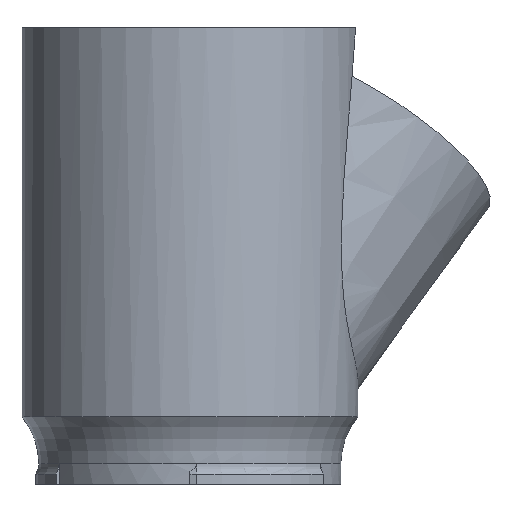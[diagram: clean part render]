
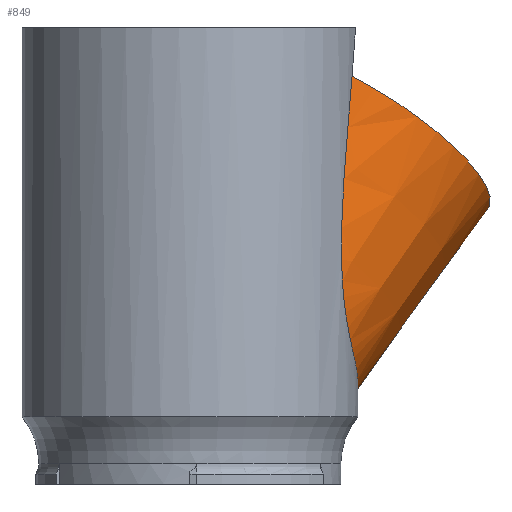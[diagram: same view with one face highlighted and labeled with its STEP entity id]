
A CAD part, front view. The second image highlights one B-rep face of the part: STEP entity #849.
In plain terms, the highlighted conical face has half-angle 4.456 degrees and reference radius 41.966 mm.
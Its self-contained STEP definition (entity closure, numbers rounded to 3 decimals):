
#133=CIRCLE('',#889,45.012);
#176=CONICAL_SURFACE('',#946,41.966,0.078);
#213=FACE_OUTER_BOUND('',#262,.T.);
#262=EDGE_LOOP('',(#699,#700));
#319=B_SPLINE_CURVE_WITH_KNOTS('',3,(#1880,#1881,#1882,#1883,#1884,#1885,
#1886,#1887,#1888,#1889,#1890,#1891,#1892,#1893,#1894,#1895,#1896,#1897,
#1898,#1899,#1900,#1901,#1902,#1903,#1904,#1905,#1906,#1907,#1908,#1909,
#1910,#1911,#1912,#1913,#1914,#1915,#1916,#1917,#1918,#1919,#1920,#1921,
#1922,#1923,#1924,#1925,#1926,#1927,#1928,#1929),.UNSPECIFIED.,.F.,.F.,
(4,2,2,2,2,2,2,2,2,2,2,2,2,2,2,2,2,2,2,2,2,2,2,2,4),(2.282,3.572,
5.359,7.145,8.177,9.208,9.724,
10.24,11.272,12.075,12.879,13.682,
14.486,15.289,16.093,16.896,17.7,
18.732,19.247,19.763,20.795,21.827,
23.613,25.399,26.69),.UNSPECIFIED.);
#341=VERTEX_POINT('',#1416);
#342=VERTEX_POINT('',#1418);
#428=EDGE_CURVE('',#341,#342,#133,.T.);
#514=EDGE_CURVE('',#342,#341,#319,.T.);
#699=ORIENTED_EDGE('',*,*,#514,.F.);
#700=ORIENTED_EDGE('',*,*,#428,.F.);
#849=ADVANCED_FACE('',(#213),#176,.T.);
#889=AXIS2_PLACEMENT_3D('',#1419,#1004,#1005);
#946=AXIS2_PLACEMENT_3D('',#1879,#1153,#1154);
#1004=DIRECTION('center_axis',(0.497,0.287,0.819));
#1005=DIRECTION('ref_axis',(-0.5,0.866,0.));
#1153=DIRECTION('center_axis',(0.497,0.287,0.819));
#1154=DIRECTION('ref_axis',(0.709,0.41,-0.574));
#1416=CARTESIAN_POINT('',(48.309,-12.894,121.455));
#1418=CARTESIAN_POINT('',(12.987,48.284,121.455));
#1419=CARTESIAN_POINT('Origin',(50.442,29.123,105.451));
#1879=CARTESIAN_POINT('Origin',(31.025,17.912,73.432));
#1880=CARTESIAN_POINT('Ctrl Pts',(12.987,48.284,121.455));
#1881=CARTESIAN_POINT('Ctrl Pts',(11.668,48.639,117.024));
#1882=CARTESIAN_POINT('Ctrl Pts',(10.431,48.913,112.512));
#1883=CARTESIAN_POINT('Ctrl Pts',(7.768,49.418,101.691));
#1884=CARTESIAN_POINT('Ctrl Pts',(6.447,49.592,95.361));
#1885=CARTESIAN_POINT('Ctrl Pts',(4.53,49.804,82.875));
#1886=CARTESIAN_POINT('Ctrl Pts',(3.928,49.845,76.718));
#1887=CARTESIAN_POINT('Ctrl Pts',(3.928,49.845,67.325));
#1888=CARTESIAN_POINT('Ctrl Pts',(4.134,49.832,63.72));
#1889=CARTESIAN_POINT('Ctrl Pts',(5.252,49.727,56.592));
#1890=CARTESIAN_POINT('Ctrl Pts',(6.173,49.637,53.07));
#1891=CARTESIAN_POINT('Ctrl Pts',(8.216,49.325,48.145));
#1892=CARTESIAN_POINT('Ctrl Pts',(9.008,49.19,46.558));
#1893=CARTESIAN_POINT('Ctrl Pts',(10.8,48.828,43.536));
#1894=CARTESIAN_POINT('Ctrl Pts',(11.8,48.601,42.102));
#1895=CARTESIAN_POINT('Ctrl Pts',(15.052,47.733,38.071));
#1896=CARTESIAN_POINT('Ctrl Pts',(17.56,46.901,35.748));
#1897=CARTESIAN_POINT('Ctrl Pts',(22.181,44.865,32.295));
#1898=CARTESIAN_POINT('Ctrl Pts',(24.336,43.752,30.955));
#1899=CARTESIAN_POINT('Ctrl Pts',(28.655,41.053,28.673));
#1900=CARTESIAN_POINT('Ctrl Pts',(30.818,39.468,27.73));
#1901=CARTESIAN_POINT('Ctrl Pts',(34.924,35.885,26.242));
#1902=CARTESIAN_POINT('Ctrl Pts',(36.872,33.884,25.696));
#1903=CARTESIAN_POINT('Ctrl Pts',(40.391,29.601,24.983));
#1904=CARTESIAN_POINT('Ctrl Pts',(41.962,27.319,24.816));
#1905=CARTESIAN_POINT('Ctrl Pts',(44.64,22.681,24.816));
#1906=CARTESIAN_POINT('Ctrl Pts',(45.831,20.179,24.983));
#1907=CARTESIAN_POINT('Ctrl Pts',(47.78,14.99,25.696));
#1908=CARTESIAN_POINT('Ctrl Pts',(48.539,12.303,26.242));
#1909=CARTESIAN_POINT('Ctrl Pts',(49.589,6.955,27.73));
#1910=CARTESIAN_POINT('Ctrl Pts',(49.881,4.289,28.673));
#1911=CARTESIAN_POINT('Ctrl Pts',(50.058,-0.8,30.955));
#1912=CARTESIAN_POINT('Ctrl Pts',(49.945,-3.223,32.295));
#1913=CARTESIAN_POINT('Ctrl Pts',(49.397,-8.243,35.748));
#1914=CARTESIAN_POINT('Ctrl Pts',(48.864,-10.832,38.071));
#1915=CARTESIAN_POINT('Ctrl Pts',(47.989,-14.081,42.102));
#1916=CARTESIAN_POINT('Ctrl Pts',(47.686,-15.061,43.536));
#1917=CARTESIAN_POINT('Ctrl Pts',(47.104,-16.794,46.558));
#1918=CARTESIAN_POINT('Ctrl Pts',(46.825,-17.547,48.145));
#1919=CARTESIAN_POINT('Ctrl Pts',(46.073,-19.472,53.07));
#1920=CARTESIAN_POINT('Ctrl Pts',(45.691,-20.315,56.592));
#1921=CARTESIAN_POINT('Ctrl Pts',(45.223,-21.336,63.72));
#1922=CARTESIAN_POINT('Ctrl Pts',(45.132,-21.521,67.325));
#1923=CARTESIAN_POINT('Ctrl Pts',(45.132,-21.521,76.718));
#1924=CARTESIAN_POINT('Ctrl Pts',(45.396,-20.979,82.875));
#1925=CARTESIAN_POINT('Ctrl Pts',(46.171,-19.213,95.361));
#1926=CARTESIAN_POINT('Ctrl Pts',(46.681,-17.982,101.691));
#1927=CARTESIAN_POINT('Ctrl Pts',(47.576,-15.423,112.512));
#1928=CARTESIAN_POINT('Ctrl Pts',(47.956,-14.215,117.024));
#1929=CARTESIAN_POINT('Ctrl Pts',(48.309,-12.894,121.455));
